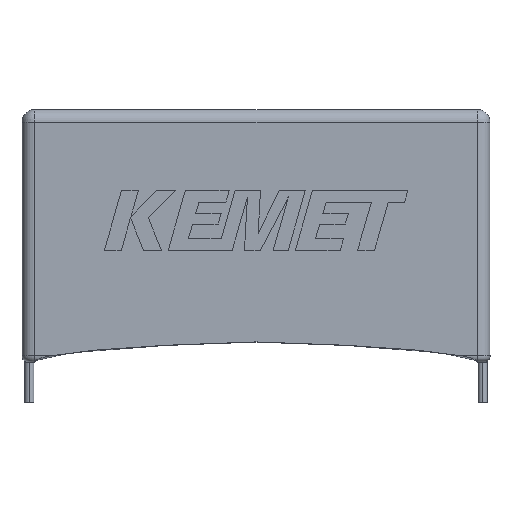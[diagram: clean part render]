
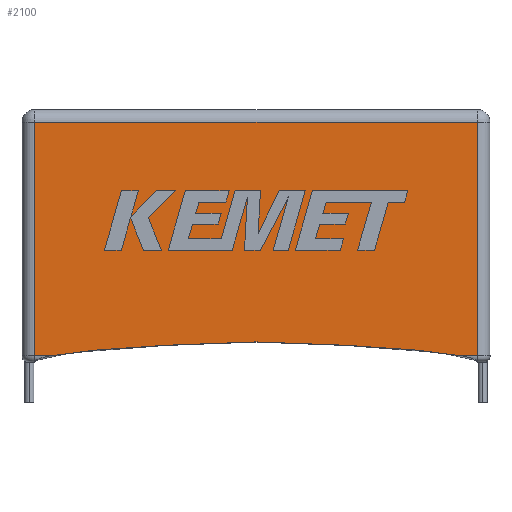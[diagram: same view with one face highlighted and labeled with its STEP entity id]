
A CAD part, top view. The second image highlights one B-rep face of the part: STEP entity #2100.
In plain terms, the highlighted planar face has unit normal (0, 0, 1).
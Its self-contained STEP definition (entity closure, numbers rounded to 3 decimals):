
#65 = B_SPLINE_CURVE_WITH_KNOTS ( 'NONE', 3,
 ( #3616, #3593, #1434, #3964 ),
 .UNSPECIFIED., .F., .F.,
 ( 4, 4 ),
 ( 0., 0.83 ),
 .UNSPECIFIED. ) ;
#75 = B_SPLINE_CURVE_WITH_KNOTS ( 'NONE', 3,
 ( #1931, #111, #2256, #1509 ),
 .UNSPECIFIED., .F., .F.,
 ( 4, 4 ),
 ( 0., 0.83 ),
 .UNSPECIFIED. ) ;
#101 = CARTESIAN_POINT ( 'NONE',  ( 2.285, 0.5, 6.89 ) ) ;
#111 = CARTESIAN_POINT ( 'NONE',  ( 17.095, 1.58, 6.89 ) ) ;
#140 = CARTESIAN_POINT ( 'NONE',  ( 18.415, 1.58, 6.89 ) ) ;
#531 = ORIENTED_EDGE ( 'NONE', *, *, #735, .F. ) ;
#571 = VERTEX_POINT ( 'NONE', #1708 ) ;
#735 = EDGE_CURVE ( 'NONE', #2977, #928, #75, .T. ) ;
#759 = ORIENTED_EDGE ( 'NONE', *, *, #2102, .T. ) ;
#928 = VERTEX_POINT ( 'NONE', #101 ) ;
#1110 = DIRECTION ( 'NONE',  ( 0., -1., 0. ) ) ;
#1172 = EDGE_CURVE ( 'NONE', #2177, #3001, #2557, .T. ) ;
#1209 = ORIENTED_EDGE ( 'NONE', *, *, #1172, .T. ) ;
#1316 = CARTESIAN_POINT ( 'NONE',  ( 0., 0.5, 6.89 ) ) ;
#1343 = CARTESIAN_POINT ( 'NONE',  ( 0., 0., 6.89 ) ) ;
#1390 = LINE ( 'NONE', #1316, #1841 ) ;
#1434 = CARTESIAN_POINT ( 'NONE',  ( 30.711, 1.236, 6.89 ) ) ;
#1509 = CARTESIAN_POINT ( 'NONE',  ( 2.285, 0.5, 6.89 ) ) ;
#1511 = CARTESIAN_POINT ( 'NONE',  ( 35.83, 18.87, 6.89 ) ) ;
#1514 = DIRECTION ( 'NONE',  ( -1., 0., 0. ) ) ;
#1539 = VECTOR ( 'NONE', #1110, 1000. ) ;
#1617 = AXIS2_PLACEMENT_3D ( 'NONE', #1343, #2774, #3150 ) ;
#1648 = EDGE_CURVE ( 'NONE', #2977, #2841, #65, .T. ) ;
#1708 = CARTESIAN_POINT ( 'NONE',  ( 1., 0.5, 6.89 ) ) ;
#1751 = VECTOR ( 'NONE', #1514, 1000. ) ;
#1773 = CARTESIAN_POINT ( 'NONE',  ( 0., 18.87, 6.89 ) ) ;
#1841 = VECTOR ( 'NONE', #2718, 1000. ) ;
#1850 = EDGE_CURVE ( 'NONE', #3001, #571, #3586, .T. ) ;
#1931 = CARTESIAN_POINT ( 'NONE',  ( 18.415, 1.58, 6.89 ) ) ;
#2100 = ADVANCED_FACE ( 'NONE', ( #2439 ), #4566, .F. ) ;
#2102 = EDGE_CURVE ( 'NONE', #571, #928, #2415, .T. ) ;
#2177 = VERTEX_POINT ( 'NONE', #1511 ) ;
#2256 = CARTESIAN_POINT ( 'NONE',  ( 6.119, 1.236, 6.89 ) ) ;
#2292 = CARTESIAN_POINT ( 'NONE',  ( 35.83, 0.5, 6.89 ) ) ;
#2358 = VECTOR ( 'NONE', #4587, 1000. ) ;
#2371 = EDGE_CURVE ( 'NONE', #2841, #2827, #1390, .T. ) ;
#2415 = LINE ( 'NONE', #3855, #2358 ) ;
#2439 = FACE_OUTER_BOUND ( 'NONE', #4107, .T. ) ;
#2489 = CARTESIAN_POINT ( 'NONE',  ( 35.83, 0., 6.89 ) ) ;
#2557 = LINE ( 'NONE', #1773, #1751 ) ;
#2599 = ORIENTED_EDGE ( 'NONE', *, *, #1850, .T. ) ;
#2638 = ORIENTED_EDGE ( 'NONE', *, *, #1648, .T. ) ;
#2718 = DIRECTION ( 'NONE',  ( 1., 0., 0. ) ) ;
#2774 = DIRECTION ( 'NONE',  ( 0., 0., -1. ) ) ;
#2827 = VERTEX_POINT ( 'NONE', #2292 ) ;
#2841 = VERTEX_POINT ( 'NONE', #4360 ) ;
#2977 = VERTEX_POINT ( 'NONE', #140 ) ;
#3001 = VERTEX_POINT ( 'NONE', #4166 ) ;
#3141 = ORIENTED_EDGE ( 'NONE', *, *, #2371, .T. ) ;
#3150 = DIRECTION ( 'NONE',  ( -1., 0., 0. ) ) ;
#3360 = ORIENTED_EDGE ( 'NONE', *, *, #3934, .T. ) ;
#3586 = LINE ( 'NONE', #4244, #1539 ) ;
#3593 = CARTESIAN_POINT ( 'NONE',  ( 19.735, 1.58, 6.89 ) ) ;
#3616 = CARTESIAN_POINT ( 'NONE',  ( 18.415, 1.58, 6.89 ) ) ;
#3855 = CARTESIAN_POINT ( 'NONE',  ( 0., 0.5, 6.89 ) ) ;
#3930 = DIRECTION ( 'NONE',  ( 0., 1., 0. ) ) ;
#3934 = EDGE_CURVE ( 'NONE', #2827, #2177, #4283, .T. ) ;
#3964 = CARTESIAN_POINT ( 'NONE',  ( 34.545, 0.5, 6.89 ) ) ;
#4107 = EDGE_LOOP ( 'NONE', ( #2638, #3141, #3360, #1209, #2599, #759, #531 ) ) ;
#4132 = VECTOR ( 'NONE', #3930, 1000. ) ;
#4166 = CARTESIAN_POINT ( 'NONE',  ( 1., 18.87, 6.89 ) ) ;
#4244 = CARTESIAN_POINT ( 'NONE',  ( 1., 0., 6.89 ) ) ;
#4283 = LINE ( 'NONE', #2489, #4132 ) ;
#4360 = CARTESIAN_POINT ( 'NONE',  ( 34.545, 0.5, 6.89 ) ) ;
#4566 = PLANE ( 'NONE',  #1617 ) ;
#4587 = DIRECTION ( 'NONE',  ( 1., 0., 0. ) ) ;
